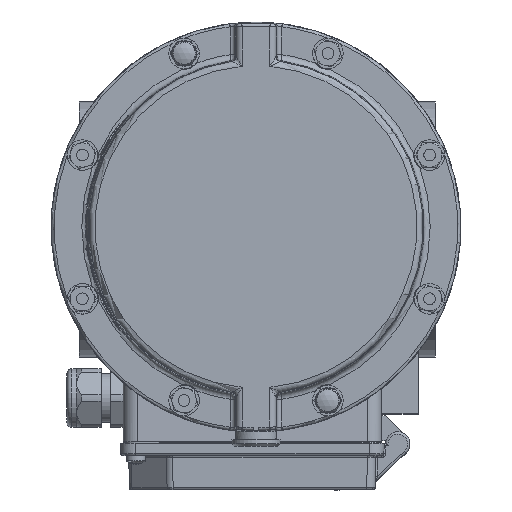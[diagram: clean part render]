
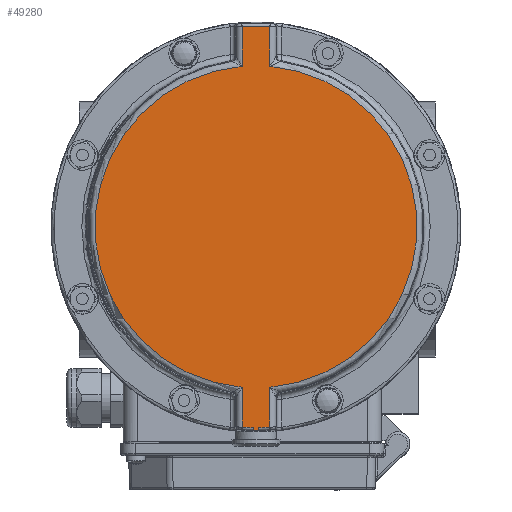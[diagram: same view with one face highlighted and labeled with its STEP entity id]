
A CAD part, top view. The second image highlights one B-rep face of the part: STEP entity #49280.
In plain terms, the highlighted planar face has unit normal (0, 0, 1).
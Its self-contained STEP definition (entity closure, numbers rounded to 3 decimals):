
#2578=CIRCLE('',#53481,66.02);
#2590=CIRCLE('',#53507,66.02);
#2597=CIRCLE('',#53523,0.3);
#2598=CIRCLE('',#53525,0.3);
#2600=CIRCLE('',#53535,82.297);
#2601=CIRCLE('',#53536,82.297);
#2602=CIRCLE('',#53537,83.497);
#2603=CIRCLE('',#53538,82.297);
#4572=PLANE('',#53534);
#7827=FACE_OUTER_BOUND('',#10941,.T.);
#10941=EDGE_LOOP('',(#39504,#39505,#39506,#39507,#39508,#39509,#39510,#39511,
#39512,#39513,#39514,#39515,#39516,#39517));
#14166=LINE('',#93807,#17098);
#14167=LINE('',#93811,#17099);
#14172=LINE('',#93887,#17104);
#14173=LINE('',#93890,#17105);
#14178=LINE('',#93980,#17110);
#14179=LINE('',#93984,#17111);
#17098=VECTOR('',#63453,16.326);
#17099=VECTOR('',#63456,0.903);
#17104=VECTOR('',#63475,0.903);
#17105=VECTOR('',#63478,16.326);
#17110=VECTOR('',#63493,16.326);
#17111=VECTOR('',#63498,16.326);
#22192=VERTEX_POINT('',#92581);
#22193=VERTEX_POINT('',#92582);
#22203=VERTEX_POINT('',#92865);
#22210=VERTEX_POINT('',#93229);
#22237=VERTEX_POINT('',#93790);
#22238=VERTEX_POINT('',#93809);
#22239=VERTEX_POINT('',#93810);
#22241=VERTEX_POINT('',#93850);
#22242=VERTEX_POINT('',#93854);
#22244=VERTEX_POINT('',#93881);
#22245=VERTEX_POINT('',#93885);
#22246=VERTEX_POINT('',#93889);
#22251=VERTEX_POINT('',#93963);
#22252=VERTEX_POINT('',#93982);
#28194=EDGE_CURVE('',#22192,#22193,#2578,.T.);
#28226=EDGE_CURVE('',#22210,#22203,#2590,.T.);
#28266=EDGE_CURVE('',#22203,#22237,#14166,.T.);
#28267=EDGE_CURVE('',#22238,#22239,#14167,.T.);
#28272=EDGE_CURVE('',#22239,#22241,#2597,.T.);
#28276=EDGE_CURVE('',#22242,#22244,#2598,.T.);
#28278=EDGE_CURVE('',#22244,#22245,#14172,.T.);
#28279=EDGE_CURVE('',#22246,#22192,#14173,.T.);
#28290=EDGE_CURVE('',#22193,#22251,#14178,.T.);
#28291=EDGE_CURVE('',#22251,#22252,#2600,.T.);
#28292=EDGE_CURVE('',#22252,#22210,#14179,.T.);
#28293=EDGE_CURVE('',#22237,#22238,#2601,.T.);
#28294=EDGE_CURVE('',#22241,#22242,#2602,.T.);
#28295=EDGE_CURVE('',#22245,#22246,#2603,.T.);
#39504=ORIENTED_EDGE('',*,*,#28290,.T.);
#39505=ORIENTED_EDGE('',*,*,#28291,.T.);
#39506=ORIENTED_EDGE('',*,*,#28292,.T.);
#39507=ORIENTED_EDGE('',*,*,#28226,.T.);
#39508=ORIENTED_EDGE('',*,*,#28266,.T.);
#39509=ORIENTED_EDGE('',*,*,#28293,.T.);
#39510=ORIENTED_EDGE('',*,*,#28267,.T.);
#39511=ORIENTED_EDGE('',*,*,#28272,.T.);
#39512=ORIENTED_EDGE('',*,*,#28294,.T.);
#39513=ORIENTED_EDGE('',*,*,#28276,.T.);
#39514=ORIENTED_EDGE('',*,*,#28278,.T.);
#39515=ORIENTED_EDGE('',*,*,#28295,.T.);
#39516=ORIENTED_EDGE('',*,*,#28279,.T.);
#39517=ORIENTED_EDGE('',*,*,#28194,.T.);
#49280=ADVANCED_FACE('',(#7827),#4572,.F.);
#53481=AXIS2_PLACEMENT_3D('',#92583,#63364,#63365);
#53507=AXIS2_PLACEMENT_3D('',#93230,#63416,#63417);
#53523=AXIS2_PLACEMENT_3D('',#93852,#63463,#63464);
#53525=AXIS2_PLACEMENT_3D('',#93883,#63469,#63470);
#53534=AXIS2_PLACEMENT_3D('',#93981,#63494,#63495);
#53535=AXIS2_PLACEMENT_3D('',#93983,#63496,#63497);
#53536=AXIS2_PLACEMENT_3D('',#93985,#63499,#63500);
#53537=AXIS2_PLACEMENT_3D('',#93986,#63501,#63502);
#53538=AXIS2_PLACEMENT_3D('',#93987,#63503,#63504);
#63364=DIRECTION('center_axis',(0.,0.,
1.));
#63365=DIRECTION('ref_axis',(1.,0.,0.));
#63416=DIRECTION('center_axis',(0.,0.,
1.));
#63417=DIRECTION('ref_axis',(1.,0.,0.));
#63453=DIRECTION('',(0.,-1.,0.));
#63456=DIRECTION('',(0.,-1.,0.));
#63463=DIRECTION('center_axis',(0.,0.,
1.));
#63464=DIRECTION('ref_axis',(-1.,0.,0.));
#63469=DIRECTION('center_axis',(0.,0.,
1.));
#63470=DIRECTION('ref_axis',(1.,0.,0.));
#63475=DIRECTION('',(0.,1.,0.));
#63478=DIRECTION('',(0.,1.,0.));
#63493=DIRECTION('',(0.,1.,0.));
#63494=DIRECTION('center_axis',(0.,0.,
-1.));
#63495=DIRECTION('ref_axis',(1.,0.,0.));
#63496=DIRECTION('center_axis',(0.,0.,
1.));
#63497=DIRECTION('ref_axis',(1.,0.,0.));
#63498=DIRECTION('',(0.,-1.,0.));
#63499=DIRECTION('center_axis',(0.,0.,
1.));
#63500=DIRECTION('ref_axis',(1.,0.,0.));
#63501=DIRECTION('center_axis',(0.,0.,
1.));
#63502=DIRECTION('ref_axis',(-1.,0.,0.));
#63503=DIRECTION('center_axis',(0.,0.,
1.));
#63504=DIRECTION('ref_axis',(1.,0.,0.));
#92581=CARTESIAN_POINT('',(5.2,-65.273,228.7));
#92582=CARTESIAN_POINT('',(5.2,66.273,228.7));
#92583=CARTESIAN_POINT('Origin',(-0.5,0.5,228.7));
#92865=CARTESIAN_POINT('',(-6.2,-65.273,228.7));
#93229=CARTESIAN_POINT('',(-6.2,66.273,228.7));
#93230=CARTESIAN_POINT('Origin',(-0.5,0.5,228.7));
#93790=CARTESIAN_POINT('',(-6.2,-81.6,228.7));
#93807=CARTESIAN_POINT('',(-6.2,0.5,228.7));
#93809=CARTESIAN_POINT('',(-1.5,-81.791,228.7));
#93810=CARTESIAN_POINT('',(-1.5,-82.694,228.7));
#93811=CARTESIAN_POINT('',(-1.5,-81.791,228.7));
#93850=CARTESIAN_POINT('',(-1.203,-82.994,228.7));
#93852=CARTESIAN_POINT('Origin',(-1.2,-82.694,228.7));
#93854=CARTESIAN_POINT('',(0.203,-82.994,228.7));
#93881=CARTESIAN_POINT('',(0.5,-82.694,228.7));
#93883=CARTESIAN_POINT('Origin',(0.2,-82.694,228.7));
#93885=CARTESIAN_POINT('',(0.5,-81.791,228.7));
#93887=CARTESIAN_POINT('',(0.5,-81.791,228.7));
#93889=CARTESIAN_POINT('',(5.2,-81.6,228.7));
#93890=CARTESIAN_POINT('',(5.2,0.5,228.7));
#93963=CARTESIAN_POINT('',(5.2,82.6,228.7));
#93980=CARTESIAN_POINT('',(5.2,0.5,228.7));
#93981=CARTESIAN_POINT('Origin',(68.5,0.5,228.7));
#93982=CARTESIAN_POINT('',(-6.2,82.6,228.7));
#93983=CARTESIAN_POINT('Origin',(-0.5,0.5,228.7));
#93984=CARTESIAN_POINT('',(-6.2,0.5,228.7));
#93985=CARTESIAN_POINT('Origin',(-0.5,0.5,228.7));
#93986=CARTESIAN_POINT('Origin',(-0.5,0.5,228.7));
#93987=CARTESIAN_POINT('Origin',(-0.5,0.5,228.7));
